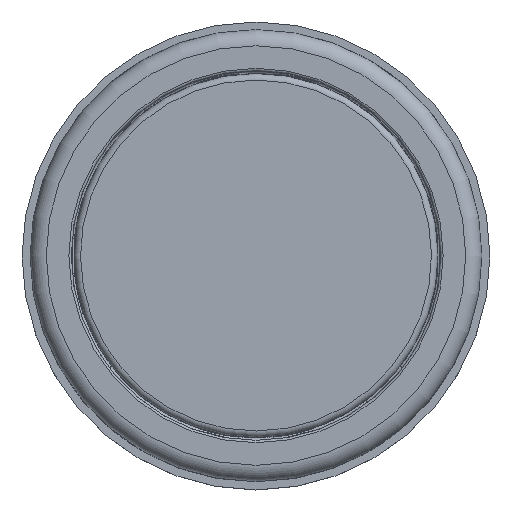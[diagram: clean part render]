
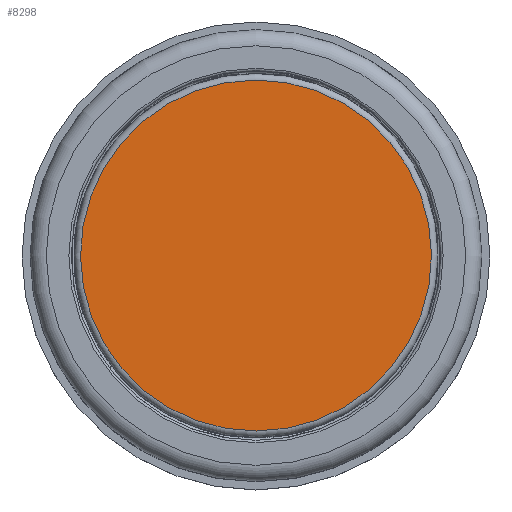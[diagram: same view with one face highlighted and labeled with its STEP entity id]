
A CAD part, top view. The second image highlights one B-rep face of the part: STEP entity #8298.
In plain terms, the highlighted face is planar.
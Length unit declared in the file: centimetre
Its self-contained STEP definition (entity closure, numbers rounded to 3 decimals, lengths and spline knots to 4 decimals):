
#2100=FACE_OUTER_BOUND('',#2627,.T.);
#2627=EDGE_LOOP('',(#7228));
#3093=CIRCLE('',#9186,1.0875);
#3832=VERTEX_POINT('',#16177);
#5000=EDGE_CURVE('',#3832,#3832,#3093,.T.);
#7228=ORIENTED_EDGE('',*,*,#5000,.T.);
#7836=PLANE('',#9185);
#8298=ADVANCED_FACE('',(#2100),#7836,.T.);
#9185=AXIS2_PLACEMENT_3D('',#16176,#11401,#11402);
#9186=AXIS2_PLACEMENT_3D('',#16178,#11403,#11404);
#11401=DIRECTION('center_axis',(0.,0.,
1.));
#11402=DIRECTION('ref_axis',(-1.,-0.004,0.));
#11403=DIRECTION('center_axis',(0.,0.,
1.));
#11404=DIRECTION('ref_axis',(-0.004,1.,0.));
#16176=CARTESIAN_POINT('Origin',(-0.002,0.5437,
1.23));
#16177=CARTESIAN_POINT('',(-0.004,1.0875,1.23));
#16178=CARTESIAN_POINT('Origin',(0.,0.,
1.23));
